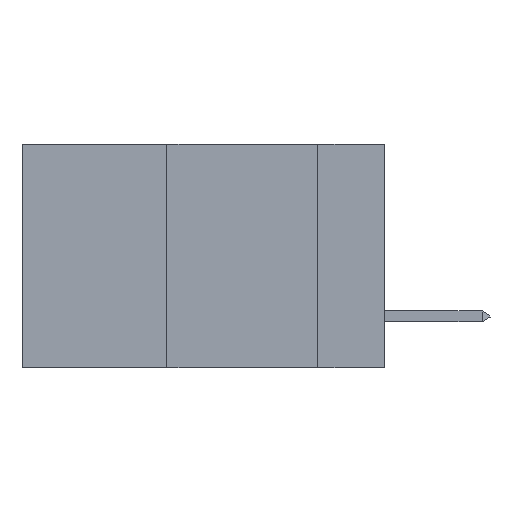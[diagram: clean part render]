
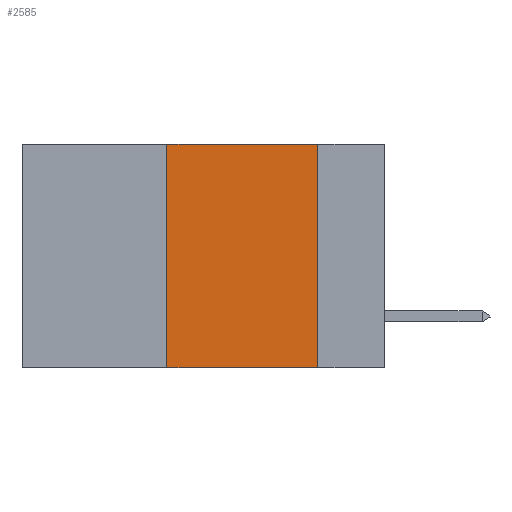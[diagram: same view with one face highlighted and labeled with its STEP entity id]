
A CAD part, left-side view. The second image highlights one B-rep face of the part: STEP entity #2585.
In plain terms, the highlighted planar face has unit normal (-1, 0, 0).
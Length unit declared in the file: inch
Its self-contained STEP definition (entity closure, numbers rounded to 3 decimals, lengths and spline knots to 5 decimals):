
#1074 = EDGE_CURVE ( 'NONE', #25654, #2877, #38776, .T. ) ;
#2255 = CARTESIAN_POINT ( 'NONE',  ( 0., 0.11, 0. ) ) ;
#2585 = ADVANCED_FACE ( 'NONE', ( #38635 ), #37469, .F. ) ;
#2877 = VERTEX_POINT ( 'NONE', #9047 ) ;
#3893 = LINE ( 'NONE', #6408, #8506 ) ;
#4375 = LINE ( 'NONE', #4520, #17191 ) ;
#4520 = CARTESIAN_POINT ( 'NONE',  ( 0., 0.11, 0. ) ) ;
#5518 = AXIS2_PLACEMENT_3D ( 'NONE', #30158, #30622, #12790 ) ;
#6408 = CARTESIAN_POINT ( 'NONE',  ( 0., 0.36, 0. ) ) ;
#8506 = VECTOR ( 'NONE', #24929, 39.37008 ) ;
#9047 = CARTESIAN_POINT ( 'NONE',  ( 0., 0.11, -0.37 ) ) ;
#11420 = VECTOR ( 'NONE', #29208, 39.37008 ) ;
#12740 = EDGE_CURVE ( 'NONE', #25654, #33057, #3893, .T. ) ;
#12790 = DIRECTION ( 'NONE',  ( 0., 0., -1. ) ) ;
#14032 = VECTOR ( 'NONE', #25502, 39.37008 ) ;
#14081 = CARTESIAN_POINT ( 'NONE',  ( 0., 0.6, -0.37 ) ) ;
#17191 = VECTOR ( 'NONE', #23374, 39.37008 ) ;
#17336 = ORIENTED_EDGE ( 'NONE', *, *, #45829, .F. ) ;
#22867 = ORIENTED_EDGE ( 'NONE', *, *, #1074, .T. ) ;
#23374 = DIRECTION ( 'NONE',  ( 0., 0., -1. ) ) ;
#23770 = CARTESIAN_POINT ( 'NONE',  ( 0., 0.36, -0.37 ) ) ;
#23896 = LINE ( 'NONE', #43581, #14032 ) ;
#24282 = VERTEX_POINT ( 'NONE', #2255 ) ;
#24929 = DIRECTION ( 'NONE',  ( 0., 0., 1. ) ) ;
#25502 = DIRECTION ( 'NONE',  ( 0., -1., 0. ) ) ;
#25654 = VERTEX_POINT ( 'NONE', #23770 ) ;
#29208 = DIRECTION ( 'NONE',  ( 0., -1., 0. ) ) ;
#30158 = CARTESIAN_POINT ( 'NONE',  ( 0., 0.6, 0. ) ) ;
#30622 = DIRECTION ( 'NONE',  ( 1., 0., 0. ) ) ;
#31890 = ORIENTED_EDGE ( 'NONE', *, *, #12740, .F. ) ;
#33057 = VERTEX_POINT ( 'NONE', #39818 ) ;
#37469 = PLANE ( 'NONE',  #5518 ) ;
#38635 = FACE_OUTER_BOUND ( 'NONE', #44284, .T. ) ;
#38687 = EDGE_CURVE ( 'NONE', #33057, #24282, #23896, .T. ) ;
#38776 = LINE ( 'NONE', #14081, #11420 ) ;
#39818 = CARTESIAN_POINT ( 'NONE',  ( 0., 0.36, 0. ) ) ;
#43581 = CARTESIAN_POINT ( 'NONE',  ( 0., 0.6, 0. ) ) ;
#44284 = EDGE_LOOP ( 'NONE', ( #17336, #45627, #31890, #22867 ) ) ;
#45627 = ORIENTED_EDGE ( 'NONE', *, *, #38687, .F. ) ;
#45829 = EDGE_CURVE ( 'NONE', #24282, #2877, #4375, .T. ) ;
